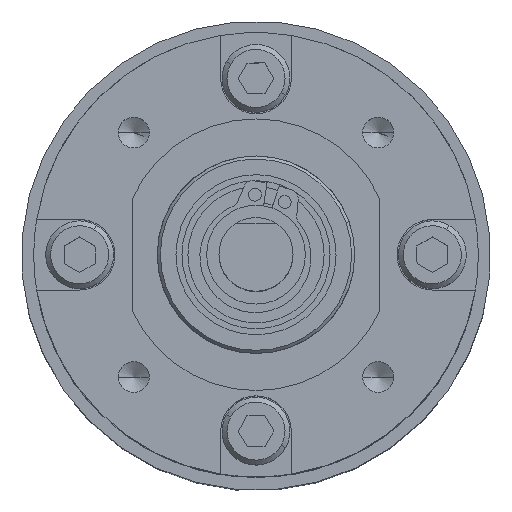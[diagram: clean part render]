
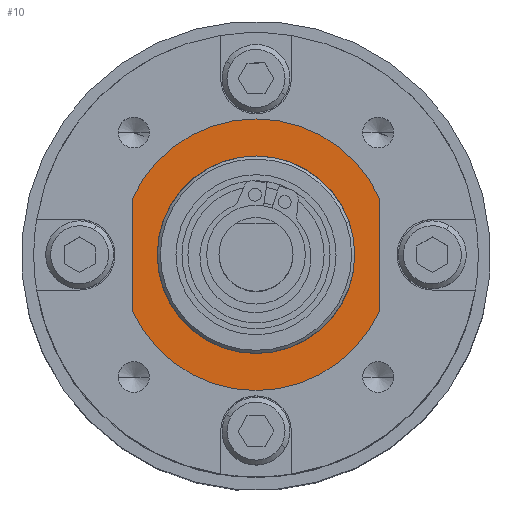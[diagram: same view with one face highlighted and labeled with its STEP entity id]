
A CAD part, top view. The second image highlights one B-rep face of the part: STEP entity #10.
In plain terms, the highlighted planar face has unit normal (0, 0, 1).
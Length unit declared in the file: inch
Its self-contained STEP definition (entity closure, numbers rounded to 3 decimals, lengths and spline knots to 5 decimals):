
#10 = ADVANCED_FACE ( 'NONE', ( #7400, #25593 ), #10025, .T. ) ;
#25 = DIRECTION ( 'NONE',  ( 1., 0., 0. ) ) ;
#110 = CARTESIAN_POINT ( 'NONE',  ( -0.3937, 0.18042, 1.56318 ) ) ;
#237 = DIRECTION ( 'NONE',  ( 0., 1., 0. ) ) ;
#1566 = CARTESIAN_POINT ( 'NONE',  ( 0., 0., 1.56318 ) ) ;
#1837 = DIRECTION ( 'NONE',  ( 0., 0., 1. ) ) ;
#2784 = VECTOR ( 'NONE', #237, 39.37008 ) ;
#3467 = DIRECTION ( 'NONE',  ( 1., 0., 0. ) ) ;
#3624 = DIRECTION ( 'NONE',  ( 0., 0., 1. ) ) ;
#3640 = ORIENTED_EDGE ( 'NONE', *, *, #4122, .T. ) ;
#4122 = EDGE_CURVE ( 'NONE', #12555, #29201, #19657, .T. ) ;
#4304 = EDGE_CURVE ( 'NONE', #29201, #16221, #24069, .T. ) ;
#5247 = VERTEX_POINT ( 'NONE', #29707 ) ;
#5937 = ORIENTED_EDGE ( 'NONE', *, *, #4304, .T. ) ;
#6827 = CIRCLE ( 'NONE', #24785, 0.31496 ) ;
#7031 = EDGE_CURVE ( 'NONE', #21859, #24731, #17361, .T. ) ;
#7254 = CARTESIAN_POINT ( 'NONE',  ( -0.31496, 0., 1.56318 ) ) ;
#7400 = FACE_BOUND ( 'NONE', #25712, .T. ) ;
#8035 = AXIS2_PLACEMENT_3D ( 'NONE', #1566, #25443, #12700 ) ;
#8378 = CARTESIAN_POINT ( 'NONE',  ( 0.3937, 0.18042, 1.56318 ) ) ;
#9712 = CARTESIAN_POINT ( 'NONE',  ( 0., 0., 1.56318 ) ) ;
#9989 = EDGE_CURVE ( 'NONE', #5247, #12555, #20206, .T. ) ;
#10025 = PLANE ( 'NONE',  #10511 ) ;
#10192 = DIRECTION ( 'NONE',  ( 0., 0., 1. ) ) ;
#10511 = AXIS2_PLACEMENT_3D ( 'NONE', #20149, #10192, #25 ) ;
#11336 = CARTESIAN_POINT ( 'NONE',  ( 0.3937, -0.18042, 1.56318 ) ) ;
#12351 = DIRECTION ( 'NONE',  ( 1., 0., 0. ) ) ;
#12555 = VERTEX_POINT ( 'NONE', #110 ) ;
#12700 = DIRECTION ( 'NONE',  ( 1., 0., 0. ) ) ;
#13807 = CARTESIAN_POINT ( 'NONE',  ( 0., 0., 1.56318 ) ) ;
#14011 = AXIS2_PLACEMENT_3D ( 'NONE', #14318, #1837, #27537 ) ;
#14318 = CARTESIAN_POINT ( 'NONE',  ( 0., 0., 1.56318 ) ) ;
#14885 = EDGE_CURVE ( 'NONE', #24731, #21859, #6827, .T. ) ;
#15788 = AXIS2_PLACEMENT_3D ( 'NONE', #9712, #19818, #12351 ) ;
#16221 = VERTEX_POINT ( 'NONE', #11336 ) ;
#17361 = CIRCLE ( 'NONE', #15788, 0.31496 ) ;
#17570 = CARTESIAN_POINT ( 'NONE',  ( -0.3937, -0.18042, 1.56318 ) ) ;
#17669 = LINE ( 'NONE', #8378, #2784 ) ;
#19657 = LINE ( 'NONE', #24944, #28246 ) ;
#19818 = DIRECTION ( 'NONE',  ( 0., 0., 1. ) ) ;
#20149 = CARTESIAN_POINT ( 'NONE',  ( 0., 0., 1.56318 ) ) ;
#20206 = CIRCLE ( 'NONE', #8035, 0.43307 ) ;
#21859 = VERTEX_POINT ( 'NONE', #7254 ) ;
#22583 = ORIENTED_EDGE ( 'NONE', *, *, #27414, .T. ) ;
#24069 = CIRCLE ( 'NONE', #14011, 0.43307 ) ;
#24731 = VERTEX_POINT ( 'NONE', #24874 ) ;
#24785 = AXIS2_PLACEMENT_3D ( 'NONE', #13807, #3624, #3467 ) ;
#24874 = CARTESIAN_POINT ( 'NONE',  ( 0.31496, 0., 1.56318 ) ) ;
#24944 = CARTESIAN_POINT ( 'NONE',  ( -0.3937, 0.18042, 1.56318 ) ) ;
#25079 = ORIENTED_EDGE ( 'NONE', *, *, #9989, .T. ) ;
#25443 = DIRECTION ( 'NONE',  ( 0., 0., 1. ) ) ;
#25593 = FACE_OUTER_BOUND ( 'NONE', #27348, .T. ) ;
#25712 = EDGE_LOOP ( 'NONE', ( #27345, #30894 ) ) ;
#27345 = ORIENTED_EDGE ( 'NONE', *, *, #14885, .F. ) ;
#27348 = EDGE_LOOP ( 'NONE', ( #5937, #22583, #25079, #3640 ) ) ;
#27414 = EDGE_CURVE ( 'NONE', #16221, #5247, #17669, .T. ) ;
#27537 = DIRECTION ( 'NONE',  ( 1., 0., 0. ) ) ;
#28246 = VECTOR ( 'NONE', #29851, 39.37008 ) ;
#29201 = VERTEX_POINT ( 'NONE', #17570 ) ;
#29707 = CARTESIAN_POINT ( 'NONE',  ( 0.3937, 0.18042, 1.56318 ) ) ;
#29851 = DIRECTION ( 'NONE',  ( 0., -1., 0. ) ) ;
#30894 = ORIENTED_EDGE ( 'NONE', *, *, #7031, .F. ) ;
